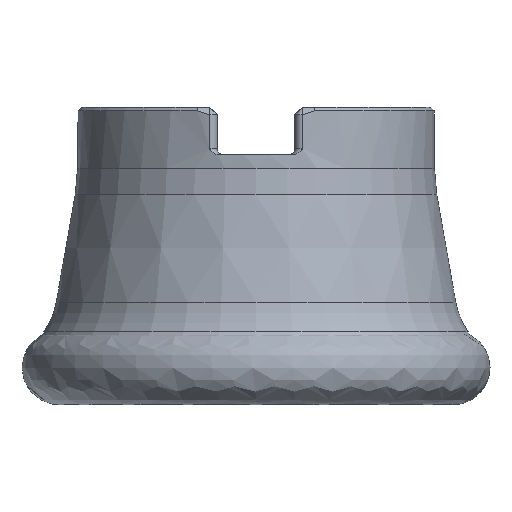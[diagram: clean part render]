
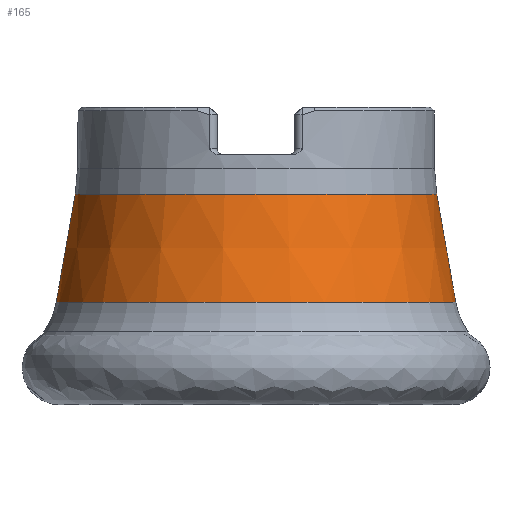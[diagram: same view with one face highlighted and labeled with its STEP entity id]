
A CAD part, front view. The second image highlights one B-rep face of the part: STEP entity #165.
In plain terms, the highlighted conical face has half-angle 10 degrees and reference radius 27.244 mm.
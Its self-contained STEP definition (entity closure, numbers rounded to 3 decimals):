
#75=CONICAL_SURFACE('',#1167,27.244,10.);
#165=ADVANCED_FACE('',(#399,#400),#75,.T.);
#399=FACE_BOUND('',#450,.T.);
#400=FACE_BOUND('',#451,.T.);
#450=EDGE_LOOP('',(#577));
#451=EDGE_LOOP('',(#578));
#577=ORIENTED_EDGE('',*,*,#966,.T.);
#578=ORIENTED_EDGE('',*,*,#967,.T.);
#863=VERTEX_POINT('',#1795);
#864=VERTEX_POINT('',#1797);
#966=EDGE_CURVE('',#863,#863,#1090,.T.);
#967=EDGE_CURVE('',#864,#864,#1091,.T.);
#1090=CIRCLE('',#1165,24.304);
#1091=CIRCLE('',#1166,26.859);
#1165=AXIS2_PLACEMENT_3D('',#1794,#1353,#1354);
#1166=AXIS2_PLACEMENT_3D('',#1796,#1355,#1356);
#1167=AXIS2_PLACEMENT_3D('',#1798,#1357,#1358);
#1353=DIRECTION('',(0.,0.,-1.));
#1354=DIRECTION('',(-1.,0.,0.));
#1355=DIRECTION('',(0.,0.,1.));
#1356=DIRECTION('',(-1.,0.,0.));
#1357=DIRECTION('',(0.,0.,-1.));
#1358=DIRECTION('',(-1.,0.,0.));
#1794=CARTESIAN_POINT('',(0.,0.,-11.723));
#1795=CARTESIAN_POINT('',(-24.304,0.,-11.723));
#1796=CARTESIAN_POINT('',(0.,0.,-26.215));
#1797=CARTESIAN_POINT('',(-26.859,0.,-26.215));
#1798=CARTESIAN_POINT('',(0.,0.,-28.399));
